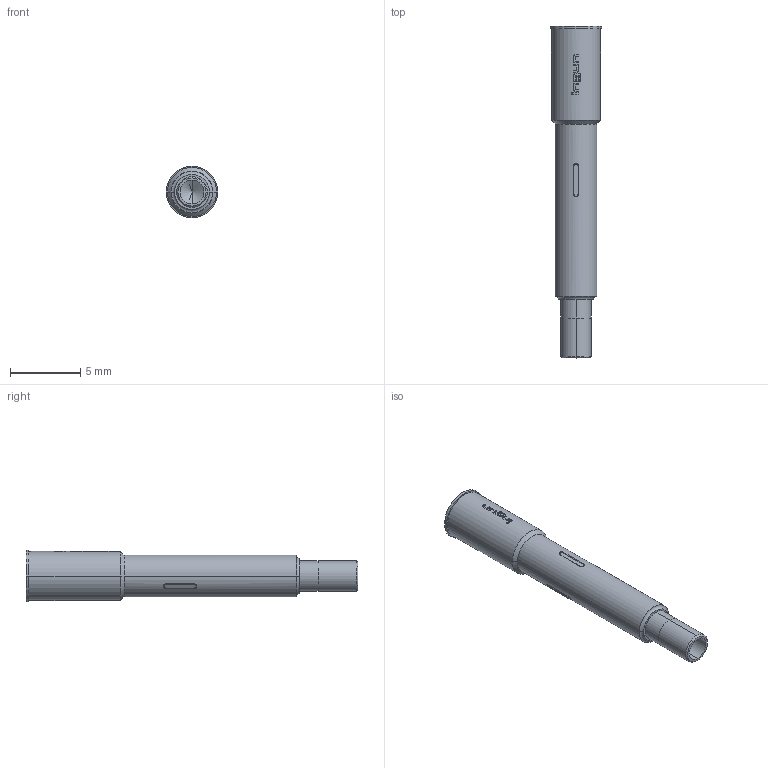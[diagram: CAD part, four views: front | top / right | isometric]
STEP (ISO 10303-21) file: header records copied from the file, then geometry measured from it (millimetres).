
FILE_DESCRIPTION (( 'STEP AP203' ), '1' );
FILE_NAME ('INGUN_KS-115_M3_F.STEP', '2022-02-09T05:21:11', ( 'ochi' ), ( '' ), 'SwSTEP 2.0', 'SolidWorks 2018', '' );
FILE_SCHEMA (( 'CONFIG_CONTROL_DESIGN' ));
Length unit declared in the file: millimetre
Products named in the file (1): INGUN_KS-115_M3_F
Bounding box: 3.7 x 23.7 x 3.7 mm (x, y, z)
Volume: 165.4 mm3; surface area: 251.8 mm2
Topology: 1 solids, 1 shells, 115 faces, 293 edges, 191 vertices
Faces by surface type: plane 48, bspline 34, cylinder 25, cone 6, torus 2
Entity records: 4138 total; most frequent: CARTESIAN_POINT 1530, ORIENTED_EDGE 582, DIRECTION 435, EDGE_CURVE 291, VERTEX_POINT 191, AXIS2_PLACEMENT_3D 172, EDGE_LOOP 128, FACE_OUTER_BOUND 115
